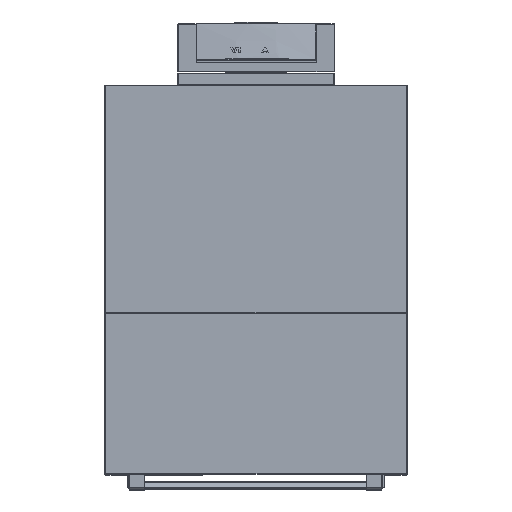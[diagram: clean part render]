
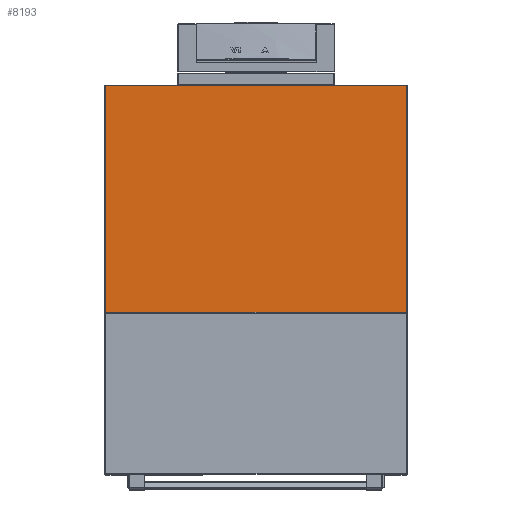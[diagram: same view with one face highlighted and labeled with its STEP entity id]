
A CAD part, top view. The second image highlights one B-rep face of the part: STEP entity #8193.
In plain terms, the highlighted planar face has unit normal (0, 0, 1).
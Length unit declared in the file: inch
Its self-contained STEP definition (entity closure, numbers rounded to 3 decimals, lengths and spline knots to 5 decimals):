
#344=FACE_OUTER_BOUND('',#573,.T.);
#573=EDGE_LOOP('',(#6990,#6991,#6992,#6993,#6994,#6995,#6996,#6997));
#1500=LINE('',#13002,#2783);
#1501=LINE('',#13004,#2784);
#1502=LINE('',#13006,#2785);
#1503=LINE('',#13008,#2786);
#1504=LINE('',#13010,#2787);
#1505=LINE('',#13012,#2788);
#1506=LINE('',#13014,#2789);
#1507=LINE('',#13015,#2790);
#2783=VECTOR('',#10278,0.35433);
#2784=VECTOR('',#10279,0.03937);
#2785=VECTOR('',#10280,43.54331);
#2786=VECTOR('',#10281,0.03937);
#2787=VECTOR('',#10282,0.35433);
#2788=VECTOR('',#10283,33.34646);
#2789=VECTOR('',#10284,44.25197);
#2790=VECTOR('',#10285,33.34646);
#4109=VERTEX_POINT('',#13000);
#4110=VERTEX_POINT('',#13001);
#4111=VERTEX_POINT('',#13003);
#4112=VERTEX_POINT('',#13005);
#4113=VERTEX_POINT('',#13007);
#4114=VERTEX_POINT('',#13009);
#4115=VERTEX_POINT('',#13011);
#4116=VERTEX_POINT('',#13013);
#5527=EDGE_CURVE('',#4109,#4110,#1500,.T.);
#5528=EDGE_CURVE('',#4110,#4111,#1501,.T.);
#5529=EDGE_CURVE('',#4112,#4111,#1502,.T.);
#5530=EDGE_CURVE('',#4112,#4113,#1503,.T.);
#5531=EDGE_CURVE('',#4113,#4114,#1504,.T.);
#5532=EDGE_CURVE('',#4115,#4114,#1505,.T.);
#5533=EDGE_CURVE('',#4116,#4115,#1506,.T.);
#5534=EDGE_CURVE('',#4109,#4116,#1507,.T.);
#6990=ORIENTED_EDGE('',*,*,#5527,.T.);
#6991=ORIENTED_EDGE('',*,*,#5528,.T.);
#6992=ORIENTED_EDGE('',*,*,#5529,.F.);
#6993=ORIENTED_EDGE('',*,*,#5530,.T.);
#6994=ORIENTED_EDGE('',*,*,#5531,.T.);
#6995=ORIENTED_EDGE('',*,*,#5532,.F.);
#6996=ORIENTED_EDGE('',*,*,#5533,.F.);
#6997=ORIENTED_EDGE('',*,*,#5534,.F.);
#7767=PLANE('',#8916);
#8193=ADVANCED_FACE('',(#344),#7767,.T.);
#8916=AXIS2_PLACEMENT_3D('',#12999,#10276,#10277);
#10276=DIRECTION('center_axis',(0.,0.,
1.));
#10277=DIRECTION('ref_axis',(1.,0.,0.));
#10278=DIRECTION('',(1.,0.,0.));
#10279=DIRECTION('',(0.,1.,0.));
#10280=DIRECTION('',(-1.,0.,0.));
#10281=DIRECTION('',(0.,-1.,0.));
#10282=DIRECTION('',(1.,0.,0.));
#10283=DIRECTION('',(0.,-1.,0.));
#10284=DIRECTION('',(1.,0.,0.));
#10285=DIRECTION('',(0.,1.,0.));
#12999=CARTESIAN_POINT('Origin',(131.89473,59.29134,23.6622));
#13000=CARTESIAN_POINT('',(131.89473,25.94488,23.6622));
#13001=CARTESIAN_POINT('',(132.24906,25.94488,23.6622));
#13002=CARTESIAN_POINT('',(131.89473,25.94488,23.6622));
#13003=CARTESIAN_POINT('',(132.24906,25.98425,23.6622));
#13004=CARTESIAN_POINT('',(132.24906,25.94488,23.6622));
#13005=CARTESIAN_POINT('',(175.79237,25.98425,23.6622));
#13006=CARTESIAN_POINT('',(175.79237,25.98425,23.6622));
#13007=CARTESIAN_POINT('',(175.79237,25.94488,23.6622));
#13008=CARTESIAN_POINT('',(175.79237,25.98425,23.6622));
#13009=CARTESIAN_POINT('',(176.1467,25.94488,23.6622));
#13010=CARTESIAN_POINT('',(175.79237,25.94488,23.6622));
#13011=CARTESIAN_POINT('',(176.1467,59.29134,23.6622));
#13012=CARTESIAN_POINT('',(176.1467,59.29134,23.6622));
#13013=CARTESIAN_POINT('',(131.89473,59.29134,23.6622));
#13014=CARTESIAN_POINT('',(131.89473,59.29134,23.6622));
#13015=CARTESIAN_POINT('',(131.89473,25.94488,23.6622));
